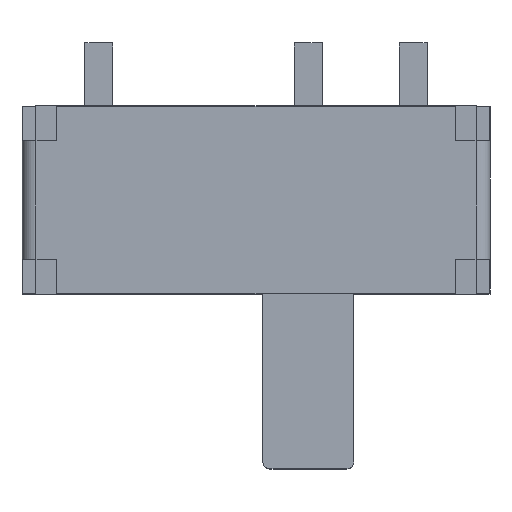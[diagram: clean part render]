
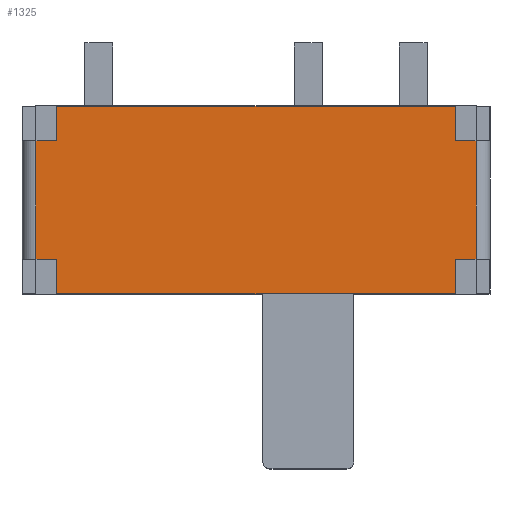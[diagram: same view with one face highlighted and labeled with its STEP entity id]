
A CAD part, top view. The second image highlights one B-rep face of the part: STEP entity #1325.
In plain terms, the highlighted planar face has unit normal (0, 0, 1).
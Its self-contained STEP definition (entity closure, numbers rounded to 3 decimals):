
#948=CARTESIAN_POINT('',(-2.85,1.345,1.4));
#949=VERTEX_POINT('',#948);
#964=CARTESIAN_POINT('',(-2.85,0.85,1.4));
#965=VERTEX_POINT('',#964);
#972=CARTESIAN_POINT('',(-2.85,0.85,1.4));
#973=DIRECTION('',(0.0,1.0,0.0));
#974=VECTOR('',#973,0.495);
#975=LINE('',#972,#974);
#976=EDGE_CURVE('',#965,#949,#975,.T.);
#986=CARTESIAN_POINT('',(2.85,1.345,1.4));
#987=VERTEX_POINT('',#986);
#996=CARTESIAN_POINT('',(2.85,0.85,1.4));
#997=VERTEX_POINT('',#996);
#998=CARTESIAN_POINT('',(2.85,0.85,1.4));
#999=DIRECTION('',(0.0,1.0,0.0));
#1000=VECTOR('',#999,0.495);
#1001=LINE('',#998,#1000);
#1002=EDGE_CURVE('',#997,#987,#1001,.T.);
#1027=CARTESIAN_POINT('',(-2.85,1.345,1.4));
#1028=DIRECTION('',(1.0,0.0,0.0));
#1029=VECTOR('',#1028,5.7);
#1030=LINE('',#1027,#1029);
#1031=EDGE_CURVE('',#949,#987,#1030,.T.);
#1106=CARTESIAN_POINT('',(-3.15,0.85,1.4));
#1107=VERTEX_POINT('',#1106);
#1115=CARTESIAN_POINT('',(-2.85,0.85,1.4));
#1116=DIRECTION('',(-1.0,0.0,0.0));
#1117=VECTOR('',#1116,0.3);
#1118=LINE('',#1115,#1117);
#1119=EDGE_CURVE('',#965,#1107,#1118,.T.);
#1177=CARTESIAN_POINT('',(3.15,0.85,1.4));
#1178=VERTEX_POINT('',#1177);
#1179=CARTESIAN_POINT('',(3.15,0.85,1.4));
#1180=DIRECTION('',(-1.0,0.0,0.0));
#1181=VECTOR('',#1180,0.3);
#1182=LINE('',#1179,#1181);
#1183=EDGE_CURVE('',#1178,#997,#1182,.T.);
#1248=CARTESIAN_POINT('',(-3.15,-0.85,1.4));
#1249=VERTEX_POINT('',#1248);
#1257=CARTESIAN_POINT('',(-3.15,-0.85,1.4));
#1258=DIRECTION('',(0.0,1.0,0.0));
#1259=VECTOR('',#1258,1.7);
#1260=LINE('',#1257,#1259);
#1261=EDGE_CURVE('',#1249,#1107,#1260,.T.);
#1266=CARTESIAN_POINT('',(3.35,-0.85,1.4));
#1267=DIRECTION('',(0.0,0.0,1.0));
#1268=DIRECTION('',(1.0,0.0,0.0));
#1269=AXIS2_PLACEMENT_3D('',#1266,#1267,#1268);
#1270=PLANE('',#1269);
#1271=ORIENTED_EDGE('',*,*,#1261,.F.);
#1272=CARTESIAN_POINT('',(-2.85,-0.85,1.4));
#1273=VERTEX_POINT('',#1272);
#1274=CARTESIAN_POINT('',(-2.85,-0.85,1.4));
#1275=DIRECTION('',(-1.0,0.0,0.0));
#1276=VECTOR('',#1275,0.3);
#1277=LINE('',#1274,#1276);
#1278=EDGE_CURVE('',#1273,#1249,#1277,.T.);
#1279=ORIENTED_EDGE('',*,*,#1278,.F.);
#1280=CARTESIAN_POINT('',(-2.85,-1.345,1.4));
#1281=VERTEX_POINT('',#1280);
#1282=CARTESIAN_POINT('',(-2.85,-0.85,1.4));
#1283=DIRECTION('',(0.0,-1.0,0.0));
#1284=VECTOR('',#1283,0.495);
#1285=LINE('',#1282,#1284);
#1286=EDGE_CURVE('',#1273,#1281,#1285,.T.);
#1287=ORIENTED_EDGE('',*,*,#1286,.T.);
#1288=CARTESIAN_POINT('',(2.85,-1.345,1.4));
#1289=VERTEX_POINT('',#1288);
#1290=CARTESIAN_POINT('',(-2.85,-1.345,1.4));
#1291=DIRECTION('',(1.0,0.0,0.0));
#1292=VECTOR('',#1291,5.7);
#1293=LINE('',#1290,#1292);
#1294=EDGE_CURVE('',#1281,#1289,#1293,.T.);
#1295=ORIENTED_EDGE('',*,*,#1294,.T.);
#1296=CARTESIAN_POINT('',(2.85,-0.85,1.4));
#1297=VERTEX_POINT('',#1296);
#1298=CARTESIAN_POINT('',(2.85,-0.85,1.4));
#1299=DIRECTION('',(0.0,-1.0,0.0));
#1300=VECTOR('',#1299,0.495);
#1301=LINE('',#1298,#1300);
#1302=EDGE_CURVE('',#1297,#1289,#1301,.T.);
#1303=ORIENTED_EDGE('',*,*,#1302,.F.);
#1304=CARTESIAN_POINT('',(3.15,-0.85,1.4));
#1305=VERTEX_POINT('',#1304);
#1306=CARTESIAN_POINT('',(3.15,-0.85,1.4));
#1307=DIRECTION('',(-1.0,0.0,0.0));
#1308=VECTOR('',#1307,0.3);
#1309=LINE('',#1306,#1308);
#1310=EDGE_CURVE('',#1305,#1297,#1309,.T.);
#1311=ORIENTED_EDGE('',*,*,#1310,.F.);
#1312=CARTESIAN_POINT('',(3.15,0.85,1.4));
#1313=DIRECTION('',(0.0,-1.0,0.0));
#1314=VECTOR('',#1313,1.7);
#1315=LINE('',#1312,#1314);
#1316=EDGE_CURVE('',#1178,#1305,#1315,.T.);
#1317=ORIENTED_EDGE('',*,*,#1316,.F.);
#1318=ORIENTED_EDGE('',*,*,#1183,.T.);
#1319=ORIENTED_EDGE('',*,*,#1002,.T.);
#1320=ORIENTED_EDGE('',*,*,#1031,.F.);
#1321=ORIENTED_EDGE('',*,*,#976,.F.);
#1322=ORIENTED_EDGE('',*,*,#1119,.T.);
#1323=EDGE_LOOP('',(#1271,#1279,#1287,#1295,#1303,#1311,#1317,#1318,#1319,#1320,#1321,#1322));
#1324=FACE_OUTER_BOUND('',#1323,.T.);
#1325=ADVANCED_FACE('',(#1324),#1270,.T.);
